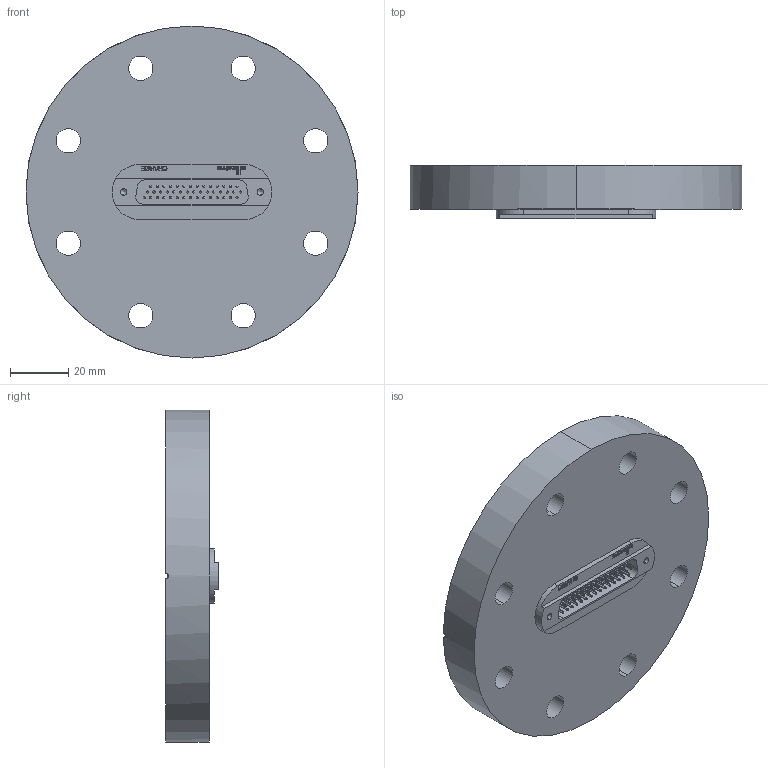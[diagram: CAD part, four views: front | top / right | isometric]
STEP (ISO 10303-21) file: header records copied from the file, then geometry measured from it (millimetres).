
FILE_DESCRIPTION (( 'STEP AP214' ), '1' );
FILE_NAME ('210-HD44-C63.step', '2025-02-17T20:31:56', ( '' ), ( '' ), 'SwSTEP 2.0', 'SolidWorks 2022', '' );
FILE_SCHEMA (( 'AUTOMOTIVE_DESIGN' ));
Length unit declared in the file: millimetre
Products named in the file (6): 210-HD44-C63; 9218-GLASS-0.7-1.4-2.3_9218-GLASS-X-0.7-1.4; 9210-D25-C63_DN63; 9218-HDX-SS_44 pol 0,7mm mit Logo; 218-HDX-SS_218-HD44-SS; 9210-PIN-FENI-0.7_vergoldet
Assembly tree (51 placements, depth 3):
  210-HD44-C63
    9210-D25-C63_DN63
    218-HDX-SS_218-HD44-SS
      9218-HDX-SS_44 pol 0,7mm mit Logo
      9210-PIN-FENI-0.7_vergoldet  x44
      9218-GLASS-0.7-1.4-2.3_9218-GLASS-X-0.7-1.4  x4
Bounding box: 114.3 x 18.2 x 114.3 mm (x, y, z)
Volume: 138077.4 mm3; surface area: 36182.2 mm2
Topology: 50 solids, 50 shells, 567 faces, 1583 edges, 1046 vertices
Faces by surface type: cylinder 282, plane 156, sphere 88, bspline 27, cone 12, torus 2
Entity records: 14465 total; most frequent: CARTESIAN_POINT 3956, DIRECTION 2147, ORIENTED_EDGE 2034, EDGE_CURVE 1017, AXIS2_PLACEMENT_3D 783, VERTEX_POINT 674, LINE 581, VECTOR 581
